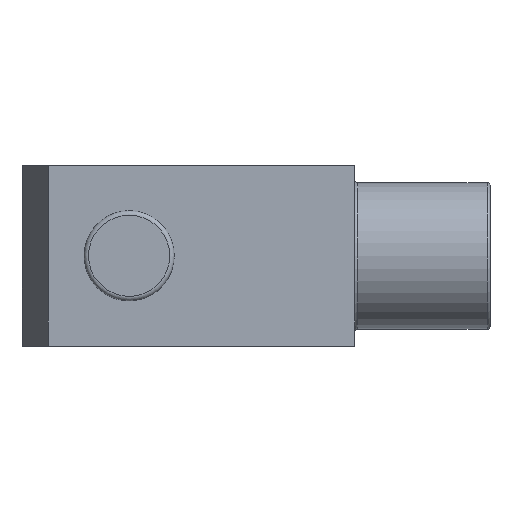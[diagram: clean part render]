
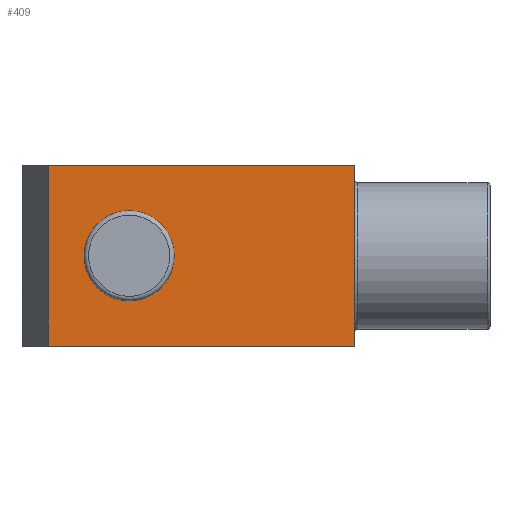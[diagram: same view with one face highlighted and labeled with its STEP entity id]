
A CAD part, top view. The second image highlights one B-rep face of the part: STEP entity #409.
In plain terms, the highlighted planar face has unit normal (0, 0, 1).
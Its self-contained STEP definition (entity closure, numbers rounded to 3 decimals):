
#61=VECTOR('',#508,1.);
#63=VECTOR('',#515,1.);
#64=VECTOR('',#516,1.);
#65=VECTOR('',#517,1.);
#94=LINE('',#630,#61);
#96=LINE('',#638,#63);
#97=LINE('',#640,#64);
#98=LINE('',#642,#65);
#126=VERTEX_POINT('',#629);
#127=VERTEX_POINT('',#631);
#128=VERTEX_POINT('',#635);
#129=VERTEX_POINT('',#636);
#130=VERTEX_POINT('',#639);
#131=VERTEX_POINT('',#641);
#152=CIRCLE('',#440,8.);
#153=CIRCLE('',#441,8.);
#191=EDGE_CURVE('',#127,#126,#94,.T.);
#193=EDGE_CURVE('',#128,#129,#152,.T.);
#194=EDGE_CURVE('',#129,#128,#153,.T.);
#195=EDGE_CURVE('',#126,#130,#96,.T.);
#196=EDGE_CURVE('',#131,#130,#97,.T.);
#197=EDGE_CURVE('',#127,#131,#98,.T.);
#256=ORIENTED_EDGE('',*,*,#193,.F.);
#257=ORIENTED_EDGE('',*,*,#194,.F.);
#258=ORIENTED_EDGE('',*,*,#195,.T.);
#259=ORIENTED_EDGE('',*,*,#196,.F.);
#260=ORIENTED_EDGE('',*,*,#197,.F.);
#261=ORIENTED_EDGE('',*,*,#191,.T.);
#349=EDGE_LOOP('',(#256,#257));
#350=EDGE_LOOP('',(#258,#259,#260,#261));
#380=FACE_BOUND('',#349,.T.);
#381=FACE_BOUND('',#350,.T.);
#409=ADVANCED_FACE('',(#380,#381),#710,.F.);
#439=AXIS2_PLACEMENT_3D('',#633,#510,$);
#440=AXIS2_PLACEMENT_3D('',#634,#511,#512);
#441=AXIS2_PLACEMENT_3D('',#637,#513,#514);
#508=DIRECTION('',(0.,-1.,0.));
#510=DIRECTION('',(0.,0.,-1.));
#511=DIRECTION('',(0.,0.,1.));
#512=DIRECTION('',(-8.,0.,0.));
#513=DIRECTION('',(0.,0.,1.));
#514=DIRECTION('',(-8.,0.,0.));
#515=DIRECTION('',(1.,0.,0.));
#516=DIRECTION('',(0.,-1.,0.));
#517=DIRECTION('',(1.,0.,0.));
#629=CARTESIAN_POINT('',(-14.381,-16.,16.));
#630=CARTESIAN_POINT('',(-14.381,16.,16.));
#631=CARTESIAN_POINT('',(-14.381,16.,16.));
#633=CARTESIAN_POINT('',(-14.381,16.,16.));
#634=CARTESIAN_POINT('',(0.,0.,16.));
#635=CARTESIAN_POINT('',(8.,0.,16.));
#636=CARTESIAN_POINT('',(-8.,0.,16.));
#637=CARTESIAN_POINT('',(0.,0.,16.));
#638=CARTESIAN_POINT('',(-14.381,-16.,16.));
#639=CARTESIAN_POINT('',(40.,-16.,16.));
#640=CARTESIAN_POINT('',(40.,16.,16.));
#641=CARTESIAN_POINT('',(40.,16.,16.));
#642=CARTESIAN_POINT('',(-14.381,16.,16.));
#710=PLANE('',#439);
